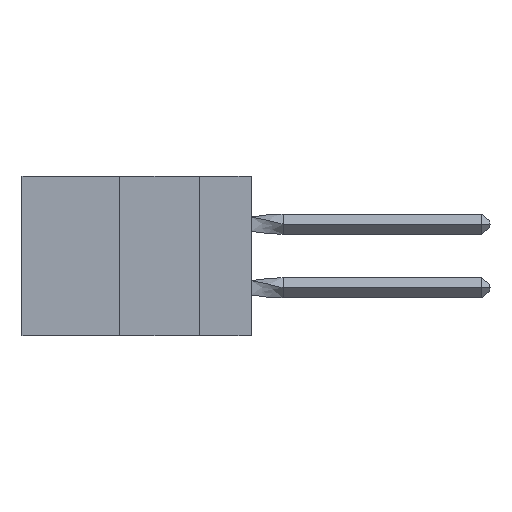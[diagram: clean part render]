
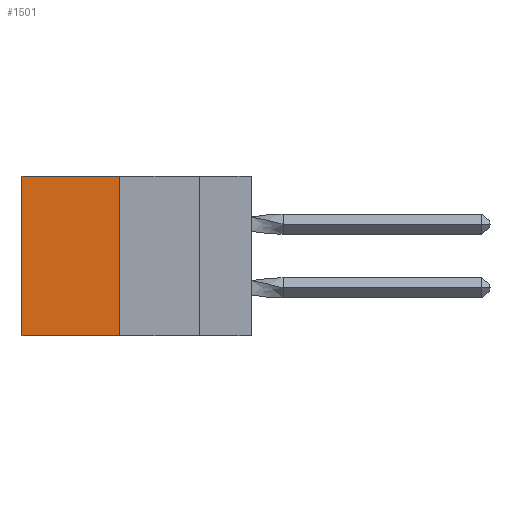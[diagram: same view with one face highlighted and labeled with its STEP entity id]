
A CAD part, left-side view. The second image highlights one B-rep face of the part: STEP entity #1501.
In plain terms, the highlighted planar face has unit normal (-1, 0, 0).
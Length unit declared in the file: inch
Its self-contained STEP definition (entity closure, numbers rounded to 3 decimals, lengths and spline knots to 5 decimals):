
#41 = VECTOR ( 'NONE', #17161, 39.37008 ) ;
#57 = VECTOR ( 'NONE', #9748, 39.37008 ) ;
#234 = CARTESIAN_POINT ( 'NONE',  ( 0.305, 0.413, -0.5 ) ) ;
#1000 = ORIENTED_EDGE ( 'NONE', *, *, #1041, .F. ) ;
#1041 = EDGE_CURVE ( 'NONE', #2416, #16931, #2183, .T. ) ;
#1121 = FACE_OUTER_BOUND ( 'NONE', #13563, .T. ) ;
#1501 = ADVANCED_FACE ( 'NONE', ( #1121 ), #16838, .F. ) ;
#1566 = VERTEX_POINT ( 'NONE', #7285 ) ;
#2093 = ORIENTED_EDGE ( 'NONE', *, *, #13595, .T. ) ;
#2183 = LINE ( 'NONE', #234, #2603 ) ;
#2416 = VERTEX_POINT ( 'NONE', #7579 ) ;
#2603 = VECTOR ( 'NONE', #15100, 39.37008 ) ;
#3918 = VERTEX_POINT ( 'NONE', #8177 ) ;
#4309 = EDGE_CURVE ( 'NONE', #3918, #2416, #16524, .T. ) ;
#4675 = DIRECTION ( 'NONE',  ( 0., 0., -1. ) ) ;
#4678 = LINE ( 'NONE', #17218, #41 ) ;
#5634 = CARTESIAN_POINT ( 'NONE',  ( 0.305, 0.413, -0.5 ) ) ;
#6332 = CARTESIAN_POINT ( 'NONE',  ( 0.305, 0.72, -0.5 ) ) ;
#6817 = CARTESIAN_POINT ( 'NONE',  ( 0.305, 0.413, 0. ) ) ;
#7285 = CARTESIAN_POINT ( 'NONE',  ( 0.305, 0.72, 0. ) ) ;
#7579 = CARTESIAN_POINT ( 'NONE',  ( 0.305, 0.413, -0.5 ) ) ;
#7725 = ORIENTED_EDGE ( 'NONE', *, *, #4309, .F. ) ;
#8177 = CARTESIAN_POINT ( 'NONE',  ( 0.305, 0.413, 0. ) ) ;
#8537 = DIRECTION ( 'NONE',  ( 1., 0., 0. ) ) ;
#8711 = CARTESIAN_POINT ( 'NONE',  ( 0.305, 0.413, -0.5 ) ) ;
#9748 = DIRECTION ( 'NONE',  ( 0., 0., -1. ) ) ;
#11900 = LINE ( 'NONE', #6817, #14880 ) ;
#12127 = DIRECTION ( 'NONE',  ( 0., 1., 0. ) ) ;
#13563 = EDGE_LOOP ( 'NONE', ( #14358, #1000, #7725, #2093 ) ) ;
#13595 = EDGE_CURVE ( 'NONE', #3918, #1566, #11900, .T. ) ;
#14358 = ORIENTED_EDGE ( 'NONE', *, *, #15575, .T. ) ;
#14880 = VECTOR ( 'NONE', #12127, 39.37008 ) ;
#15097 = AXIS2_PLACEMENT_3D ( 'NONE', #8711, #8537, #4675 ) ;
#15100 = DIRECTION ( 'NONE',  ( 0., 1., 0. ) ) ;
#15575 = EDGE_CURVE ( 'NONE', #1566, #16931, #4678, .T. ) ;
#16524 = LINE ( 'NONE', #5634, #57 ) ;
#16838 = PLANE ( 'NONE',  #15097 ) ;
#16931 = VERTEX_POINT ( 'NONE', #6332 ) ;
#17161 = DIRECTION ( 'NONE',  ( 0., 0., -1. ) ) ;
#17218 = CARTESIAN_POINT ( 'NONE',  ( 0.305, 0.72, -0.5 ) ) ;
